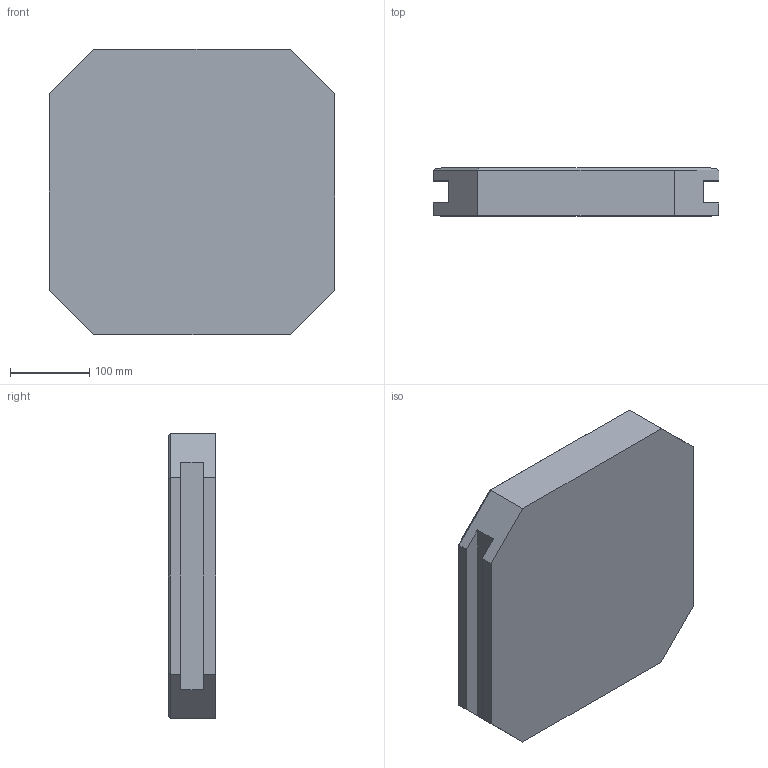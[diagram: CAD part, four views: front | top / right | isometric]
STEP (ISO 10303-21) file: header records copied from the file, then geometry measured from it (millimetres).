
FILE_DESCRIPTION(('produced by SPATIAL CORP'),'2;1');
FILE_NAME( 'pallet_detail.hh.sat.stp','2002-04-19T11:15:05+00:00',('SPATIAL CORP'),('SPATIAL CORP'),'ACIS STEP Husk','http://www.spatial.com','SPATIAL CORP' );
FILE_SCHEMA(('CONFIG_CONTROL_DESIGN'));
Length unit declared in the file: millimetre
Products named in the file (1): PRODUCT_ID_1
Bounding box: 360 x 60 x 360 mm (x, y, z)
Volume: 7088645.9 mm3; surface area: 343252.3 mm2
Topology: 1 solids, 1 shells, 30 faces, 74 edges, 46 vertices
Faces by surface type: plane 30
Entity records: 891 total; most frequent: ORIENTED_EDGE 148, CARTESIAN_POINT 138, DIRECTION 118, EDGE_CURVE 74, VECTOR 66, LINE 66, VERTEX_POINT 46, EDGE_LOOP 30
